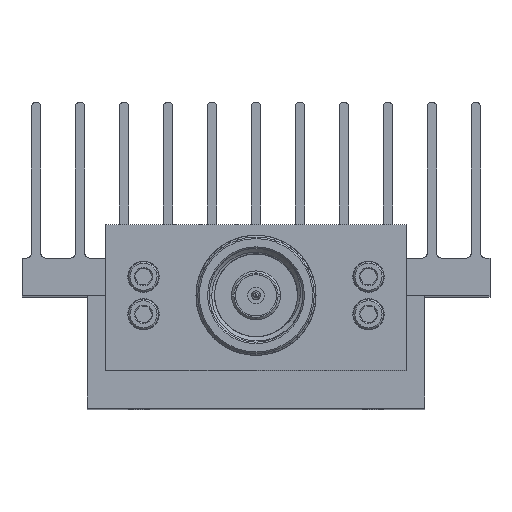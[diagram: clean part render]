
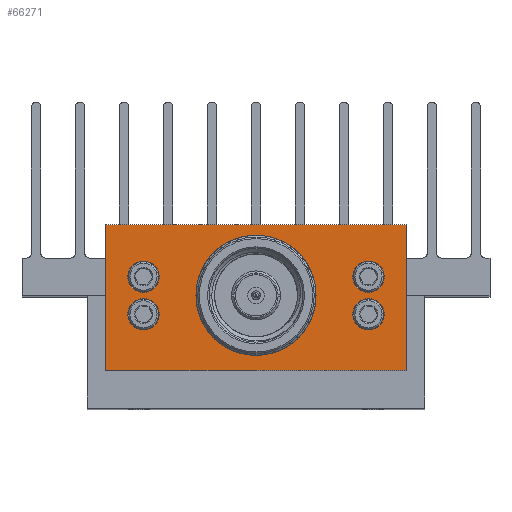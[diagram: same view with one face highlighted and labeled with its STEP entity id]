
A CAD part, top view. The second image highlights one B-rep face of the part: STEP entity #66271.
In plain terms, the highlighted planar face has unit normal (0, 0, 1).
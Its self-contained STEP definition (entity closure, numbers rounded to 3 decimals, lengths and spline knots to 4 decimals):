
#1 = PLANE ( 'NONE',  #19335 ) ;
#531 = DIRECTION ( 'NONE',  ( 0., 0., 1. ) ) ;
#990 = AXIS2_PLACEMENT_3D ( 'NONE', #17161, #56188, #17853 ) ;
#996 = CARTESIAN_POINT ( 'NONE',  ( -1., -0.5, 3.875 ) ) ;
#1687 = DIRECTION ( 'NONE',  ( 0., 0., 1. ) ) ;
#1829 = DIRECTION ( 'NONE',  ( 1., 0., 0. ) ) ;
#2093 = VECTOR ( 'NONE', #51381, 39.3701 ) ;
#2515 = LINE ( 'NONE', #27347, #6835 ) ;
#3120 = CARTESIAN_POINT ( 'NONE',  ( 0.75, 0.125, 3.875 ) ) ;
#3139 = DIRECTION ( 'NONE',  ( 0., 0., 1. ) ) ;
#3745 = VERTEX_POINT ( 'NONE', #67088 ) ;
#4181 = FACE_BOUND ( 'NONE', #30509, .T. ) ;
#6835 = VECTOR ( 'NONE', #60278, 39.3701 ) ;
#7139 = CARTESIAN_POINT ( 'NONE',  ( 0.8545, 0.125, 3.875 ) ) ;
#7345 = DIRECTION ( 'NONE',  ( 0., -1., 0. ) ) ;
#8548 = ORIENTED_EDGE ( 'NONE', *, *, #61425, .T. ) ;
#9386 = ORIENTED_EDGE ( 'NONE', *, *, #70458, .F. ) ;
#9635 = CARTESIAN_POINT ( 'NONE',  ( -0.6455, -0.125, 3.875 ) ) ;
#10810 = AXIS2_PLACEMENT_3D ( 'NONE', #51763, #1687, #23382 ) ;
#11476 = ORIENTED_EDGE ( 'NONE', *, *, #18032, .F. ) ;
#11744 = DIRECTION ( 'NONE',  ( 0., 1., 0. ) ) ;
#12519 = CARTESIAN_POINT ( 'NONE',  ( -1., 0.47, 3.875 ) ) ;
#12720 = ORIENTED_EDGE ( 'NONE', *, *, #67403, .F. ) ;
#13149 = ORIENTED_EDGE ( 'NONE', *, *, #47009, .F. ) ;
#13338 = CIRCLE ( 'NONE', #26195, 0.1045 ) ;
#13675 = LINE ( 'NONE', #18123, #15451 ) ;
#13693 = DIRECTION ( 'NONE',  ( 1., 0., 0. ) ) ;
#14008 = CIRCLE ( 'NONE', #72210, 0.2381 ) ;
#14627 = CARTESIAN_POINT ( 'NONE',  ( 0.75, -0.125, 3.875 ) ) ;
#14823 = EDGE_LOOP ( 'NONE', ( #13149, #12720 ) ) ;
#15020 = CARTESIAN_POINT ( 'NONE',  ( -0.8545, 0.125, 3.875 ) ) ;
#15451 = VECTOR ( 'NONE', #7345, 39.3701 ) ;
#15591 = EDGE_LOOP ( 'NONE', ( #9386, #40620 ) ) ;
#16119 = ORIENTED_EDGE ( 'NONE', *, *, #47665, .T. ) ;
#17161 = CARTESIAN_POINT ( 'NONE',  ( 0.75, 0.125, 3.875 ) ) ;
#17853 = DIRECTION ( 'NONE',  ( 1., 0., 0. ) ) ;
#17862 = AXIS2_PLACEMENT_3D ( 'NONE', #23797, #68883, #67891 ) ;
#18012 = VERTEX_POINT ( 'NONE', #43274 ) ;
#18032 = EDGE_CURVE ( 'NONE', #42503, #46418, #14008, .T. ) ;
#18123 = CARTESIAN_POINT ( 'NONE',  ( -1., -0.5, 3.875 ) ) ;
#18305 = ORIENTED_EDGE ( 'NONE', *, *, #70681, .F. ) ;
#19335 = AXIS2_PLACEMENT_3D ( 'NONE', #22147, #38545, #55386 ) ;
#19548 = CIRCLE ( 'NONE', #990, 0.1045 ) ;
#19863 = EDGE_CURVE ( 'NONE', #30487, #70391, #2515, .T. ) ;
#20159 = CARTESIAN_POINT ( 'NONE',  ( -1., 0.47, 3.875 ) ) ;
#20226 = DIRECTION ( 'NONE',  ( 1., 0., 0. ) ) ;
#21867 = EDGE_LOOP ( 'NONE', ( #18305, #23589 ) ) ;
#22147 = CARTESIAN_POINT ( 'NONE',  ( 0., 0., 3.875 ) ) ;
#23382 = DIRECTION ( 'NONE',  ( 1., 0., 0. ) ) ;
#23589 = ORIENTED_EDGE ( 'NONE', *, *, #68723, .F. ) ;
#23797 = CARTESIAN_POINT ( 'NONE',  ( -0.75, 0.125, 3.875 ) ) ;
#24515 = ORIENTED_EDGE ( 'NONE', *, *, #19863, .T. ) ;
#24624 = LINE ( 'NONE', #44742, #62118 ) ;
#24894 = CARTESIAN_POINT ( 'NONE',  ( 1., 0.47, 3.875 ) ) ;
#25586 = DIRECTION ( 'NONE',  ( 0., 0., 1. ) ) ;
#26195 = AXIS2_PLACEMENT_3D ( 'NONE', #29229, #28236, #67167 ) ;
#26553 = LINE ( 'NONE', #12519, #2093 ) ;
#27272 = VERTEX_POINT ( 'NONE', #56092 ) ;
#27347 = CARTESIAN_POINT ( 'NONE',  ( -1., -0.5, 3.875 ) ) ;
#28236 = DIRECTION ( 'NONE',  ( 0., 0., 1. ) ) ;
#28363 = AXIS2_PLACEMENT_3D ( 'NONE', #57847, #52736, #13693 ) ;
#29229 = CARTESIAN_POINT ( 'NONE',  ( 0.75, -0.125, 3.875 ) ) ;
#29615 = VERTEX_POINT ( 'NONE', #35181 ) ;
#29966 = CIRCLE ( 'NONE', #37471, 0.1045 ) ;
#30286 = DIRECTION ( 'NONE',  ( 0., 0., 1. ) ) ;
#30487 = VERTEX_POINT ( 'NONE', #996 ) ;
#30509 = EDGE_LOOP ( 'NONE', ( #35405, #11476 ) ) ;
#32405 = ORIENTED_EDGE ( 'NONE', *, *, #44904, .T. ) ;
#32769 = VERTEX_POINT ( 'NONE', #57523 ) ;
#35181 = CARTESIAN_POINT ( 'NONE',  ( -0.8545, -0.125, 3.875 ) ) ;
#35405 = ORIENTED_EDGE ( 'NONE', *, *, #59070, .F. ) ;
#37429 = FACE_BOUND ( 'NONE', #14823, .T. ) ;
#37471 = AXIS2_PLACEMENT_3D ( 'NONE', #3120, #30286, #42438 ) ;
#38353 = CARTESIAN_POINT ( 'NONE',  ( 0., -0.2381, 3.875 ) ) ;
#38545 = DIRECTION ( 'NONE',  ( 0., 0., 1. ) ) ;
#39139 = FACE_BOUND ( 'NONE', #15591, .T. ) ;
#39531 = CIRCLE ( 'NONE', #17862, 0.1045 ) ;
#39983 = FACE_BOUND ( 'NONE', #70012, .T. ) ;
#40565 = CARTESIAN_POINT ( 'NONE',  ( 0., 0.2381, 3.875 ) ) ;
#40620 = ORIENTED_EDGE ( 'NONE', *, *, #58304, .F. ) ;
#41700 = CARTESIAN_POINT ( 'NONE',  ( 1., -0.5, 3.875 ) ) ;
#42438 = DIRECTION ( 'NONE',  ( 1., 0., 0. ) ) ;
#42503 = VERTEX_POINT ( 'NONE', #40565 ) ;
#43120 = ORIENTED_EDGE ( 'NONE', *, *, #59092, .F. ) ;
#43131 = VERTEX_POINT ( 'NONE', #7139 ) ;
#43274 = CARTESIAN_POINT ( 'NONE',  ( 0.8545, -0.125, 3.875 ) ) ;
#44161 = VERTEX_POINT ( 'NONE', #15020 ) ;
#44742 = CARTESIAN_POINT ( 'NONE',  ( 1., -0.5, 3.875 ) ) ;
#44904 = EDGE_CURVE ( 'NONE', #67228, #30487, #13675, .T. ) ;
#45419 = DIRECTION ( 'NONE',  ( 1., 0., 0. ) ) ;
#46418 = VERTEX_POINT ( 'NONE', #38353 ) ;
#46830 = EDGE_CURVE ( 'NONE', #27272, #44161, #49367, .T. ) ;
#47009 = EDGE_CURVE ( 'NONE', #48424, #29615, #58047, .T. ) ;
#47665 = EDGE_CURVE ( 'NONE', #58401, #67228, #26553, .T. ) ;
#48424 = VERTEX_POINT ( 'NONE', #9635 ) ;
#48685 = ORIENTED_EDGE ( 'NONE', *, *, #46830, .F. ) ;
#49297 = CIRCLE ( 'NONE', #49979, 0.1045 ) ;
#49367 = CIRCLE ( 'NONE', #10810, 0.1045 ) ;
#49979 = AXIS2_PLACEMENT_3D ( 'NONE', #14627, #3139, #20226 ) ;
#51381 = DIRECTION ( 'NONE',  ( -1., 0., 0. ) ) ;
#51763 = CARTESIAN_POINT ( 'NONE',  ( -0.75, 0.125, 3.875 ) ) ;
#51904 = CARTESIAN_POINT ( 'NONE',  ( 0., 0., 3.875 ) ) ;
#52736 = DIRECTION ( 'NONE',  ( 0., 0., 1. ) ) ;
#55386 = DIRECTION ( 'NONE',  ( 1., 0., 0. ) ) ;
#56092 = CARTESIAN_POINT ( 'NONE',  ( -0.6455, 0.125, 3.875 ) ) ;
#56188 = DIRECTION ( 'NONE',  ( 0., 0., 1. ) ) ;
#57523 = CARTESIAN_POINT ( 'NONE',  ( 0.6455, 0.125, 3.875 ) ) ;
#57707 = DIRECTION ( 'NONE',  ( 0., 0., 1. ) ) ;
#57847 = CARTESIAN_POINT ( 'NONE',  ( -0.75, -0.125, 3.875 ) ) ;
#58047 = CIRCLE ( 'NONE', #59406, 0.1045 ) ;
#58055 = CIRCLE ( 'NONE', #28363, 0.1045 ) ;
#58304 = EDGE_CURVE ( 'NONE', #32769, #43131, #19548, .T. ) ;
#58401 = VERTEX_POINT ( 'NONE', #24894 ) ;
#59001 = CARTESIAN_POINT ( 'NONE',  ( -0.75, -0.125, 3.875 ) ) ;
#59070 = EDGE_CURVE ( 'NONE', #46418, #42503, #67370, .T. ) ;
#59092 = EDGE_CURVE ( 'NONE', #44161, #27272, #39531, .T. ) ;
#59406 = AXIS2_PLACEMENT_3D ( 'NONE', #59001, #25586, #64587 ) ;
#60278 = DIRECTION ( 'NONE',  ( 1., 0., 0. ) ) ;
#61425 = EDGE_CURVE ( 'NONE', #70391, #58401, #24624, .T. ) ;
#62118 = VECTOR ( 'NONE', #11744, 39.3701 ) ;
#64587 = DIRECTION ( 'NONE',  ( 1., 0., 0. ) ) ;
#66271 = ADVANCED_FACE ( 'NONE', ( #4181, #39983, #39139, #70520, #37429, #71333 ), #1, .T. ) ;
#66798 = CARTESIAN_POINT ( 'NONE',  ( 0., 0., 3.875 ) ) ;
#67088 = CARTESIAN_POINT ( 'NONE',  ( 0.6455, -0.125, 3.875 ) ) ;
#67167 = DIRECTION ( 'NONE',  ( 1., 0., 0. ) ) ;
#67228 = VERTEX_POINT ( 'NONE', #20159 ) ;
#67370 = CIRCLE ( 'NONE', #67792, 0.2381 ) ;
#67403 = EDGE_CURVE ( 'NONE', #29615, #48424, #58055, .T. ) ;
#67792 = AXIS2_PLACEMENT_3D ( 'NONE', #51904, #57707, #1829 ) ;
#67891 = DIRECTION ( 'NONE',  ( 1., 0., 0. ) ) ;
#68723 = EDGE_CURVE ( 'NONE', #3745, #18012, #49297, .T. ) ;
#68883 = DIRECTION ( 'NONE',  ( 0., 0., 1. ) ) ;
#69176 = EDGE_LOOP ( 'NONE', ( #24515, #8548, #16119, #32405 ) ) ;
#70012 = EDGE_LOOP ( 'NONE', ( #48685, #43120 ) ) ;
#70391 = VERTEX_POINT ( 'NONE', #41700 ) ;
#70458 = EDGE_CURVE ( 'NONE', #43131, #32769, #29966, .T. ) ;
#70520 = FACE_BOUND ( 'NONE', #21867, .T. ) ;
#70681 = EDGE_CURVE ( 'NONE', #18012, #3745, #13338, .T. ) ;
#71333 = FACE_OUTER_BOUND ( 'NONE', #69176, .T. ) ;
#72210 = AXIS2_PLACEMENT_3D ( 'NONE', #66798, #531, #45419 ) ;
